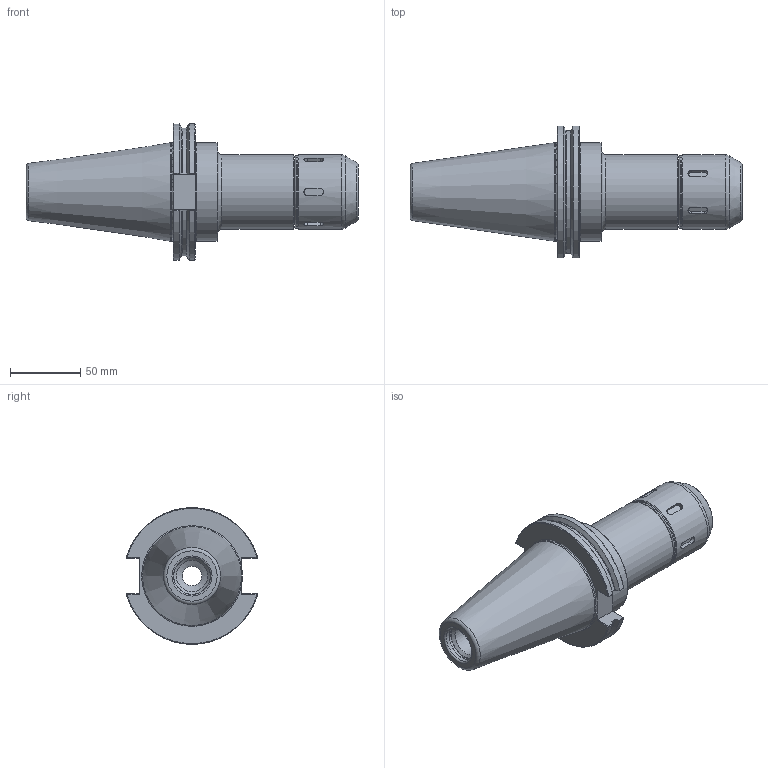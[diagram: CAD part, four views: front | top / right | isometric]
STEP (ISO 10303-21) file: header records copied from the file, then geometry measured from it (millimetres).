
FILE_DESCRIPTION(/* description */ (''),/* implementation_level */ '2;1');
FILE_NAME(/* name */ 'CAT50-MC075-0531.stp',/* time_stamp */ '2019-07-09T14:02:22-05:00',/* author */ ('ldfli'),/* organization */ (''),/* preprocessor_version */ 'ST-DEVELOPER v18',/* originating_system */ 'Autodesk Inventor LT',/* authorisation */ '');
FILE_SCHEMA (('AUTOMOTIVE_DESIGN { 1 0 10303 214 3 1 1 }'));
Length unit declared in the file: millimetre
Products named in the file (1): CAT50-MC075-0531
Bounding box: 236.62 x 93.8 x 97.14 mm (x, y, z)
Volume: 570845.2 mm3; surface area: 82003.1 mm2
Topology: 2 solids, 3 shells, 229 faces, 672 edges, 461 vertices
Faces by surface type: plane 117, cylinder 76, cone 18, torus 14, bspline 4
Full cylindrical faces by diameter (mm): 10 x1, 13.835 x1, 21 x1, 22.225 x1, 25 x1, 26.2 x1, 26.7 x1, 39.7 x2, 46.7 x2, 52 x1, 53 x2, 69.85 x1, 70.2 x1
Entity records: 8055 total; most frequent: CARTESIAN_POINT 1851, ORIENTED_EDGE 1344, DIRECTION 1292, EDGE_CURVE 672, AXIS2_PLACEMENT_3D 478, VERTEX_POINT 461, LINE 336, VECTOR 336
